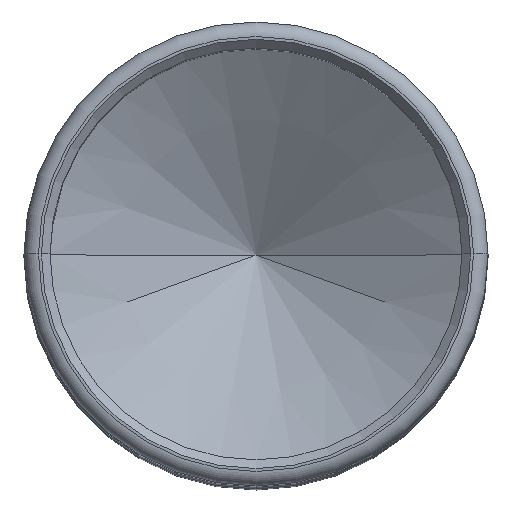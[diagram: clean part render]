
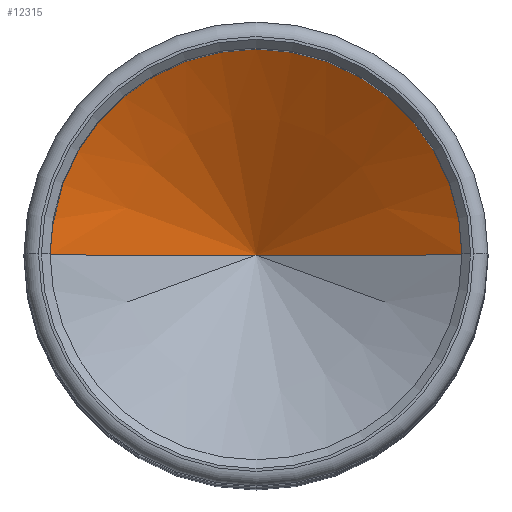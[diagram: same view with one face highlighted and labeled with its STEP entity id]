
A CAD part, top view. The second image highlights one B-rep face of the part: STEP entity #12315.
In plain terms, the highlighted conical face has half-angle 59 degrees and reference radius 7.1 mm.
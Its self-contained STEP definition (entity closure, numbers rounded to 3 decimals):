
#547 = CARTESIAN_POINT ( 'NONE',  ( 0., 0., 20.494 ) ) ;
#1091 = VERTEX_POINT ( 'NONE', #5516 ) ;
#3026 = CARTESIAN_POINT ( 'NONE',  ( 7.1, 0., 20.494 ) ) ;
#3371 = DIRECTION ( 'NONE',  ( 1., 0., 0. ) ) ;
#3395 = CARTESIAN_POINT ( 'NONE',  ( -7.1, 0., 20.494 ) ) ;
#3656 = EDGE_LOOP ( 'NONE', ( #12609, #6312, #8036 ) ) ;
#4359 = CARTESIAN_POINT ( 'NONE',  ( -7.1, 0., 20.494 ) ) ;
#5477 = AXIS2_PLACEMENT_3D ( 'NONE', #10051, #7185, #3371 ) ;
#5516 = CARTESIAN_POINT ( 'NONE',  ( 0., 0., 16.227 ) ) ;
#6312 = ORIENTED_EDGE ( 'NONE', *, *, #12230, .T. ) ;
#6539 = VECTOR ( 'NONE', #9049, 1000. ) ;
#7185 = DIRECTION ( 'NONE',  ( 0., 0., 1. ) ) ;
#7477 = VECTOR ( 'NONE', #11238, 1000. ) ;
#8036 = ORIENTED_EDGE ( 'NONE', *, *, #8328, .F. ) ;
#8328 = EDGE_CURVE ( 'NONE', #11301, #11020, #9336, .T. ) ;
#8833 = FACE_OUTER_BOUND ( 'NONE', #3656, .T. ) ;
#9049 = DIRECTION ( 'NONE',  ( 0.857, 0., 0.515 ) ) ;
#9132 = LINE ( 'NONE', #3026, #6539 ) ;
#9242 = AXIS2_PLACEMENT_3D ( 'NONE', #547, #12169, #11113 ) ;
#9336 = CIRCLE ( 'NONE', #9242, 7.1 ) ;
#10051 = CARTESIAN_POINT ( 'NONE',  ( 0., 0., 20.494 ) ) ;
#10053 = LINE ( 'NONE', #4359, #7477 ) ;
#10649 = CONICAL_SURFACE ( 'NONE', #5477, 7.1, 1.03 ) ;
#11020 = VERTEX_POINT ( 'NONE', #12307 ) ;
#11113 = DIRECTION ( 'NONE',  ( -1., 0., 0. ) ) ;
#11238 = DIRECTION ( 'NONE',  ( -0.857, 0., 0.515 ) ) ;
#11301 = VERTEX_POINT ( 'NONE', #3395 ) ;
#11722 = EDGE_CURVE ( 'NONE', #1091, #11301, #10053, .T. ) ;
#12169 = DIRECTION ( 'NONE',  ( 0., 0., -1. ) ) ;
#12230 = EDGE_CURVE ( 'NONE', #1091, #11020, #9132, .T. ) ;
#12307 = CARTESIAN_POINT ( 'NONE',  ( 7.1, 0., 20.494 ) ) ;
#12315 = ADVANCED_FACE ( 'NONE', ( #8833 ), #10649, .F. ) ;
#12609 = ORIENTED_EDGE ( 'NONE', *, *, #11722, .F. ) ;
